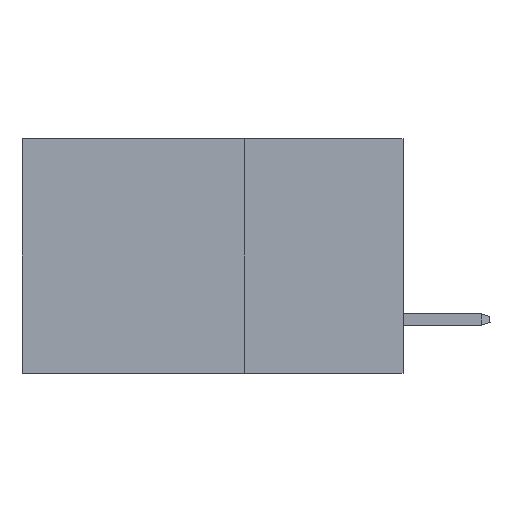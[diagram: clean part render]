
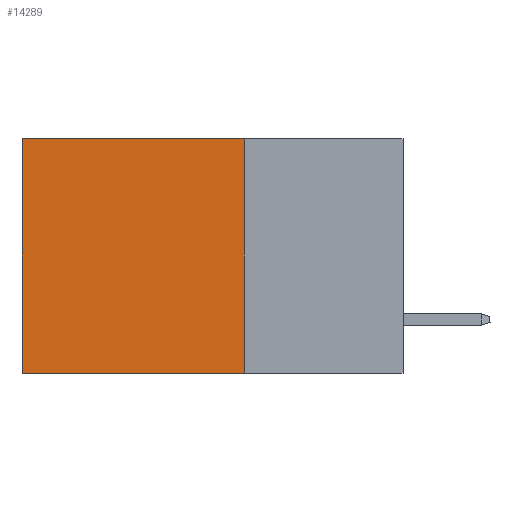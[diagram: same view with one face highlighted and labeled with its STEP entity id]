
A CAD part, left-side view. The second image highlights one B-rep face of the part: STEP entity #14289.
In plain terms, the highlighted planar face has unit normal (-1, 0, 0).
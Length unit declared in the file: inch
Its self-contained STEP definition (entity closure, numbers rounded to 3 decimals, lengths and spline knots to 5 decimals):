
#1001 = VECTOR ( 'NONE', #2924, 39.37008 ) ;
#1524 = EDGE_CURVE ( 'NONE', #14497, #11830, #6000, .T. ) ;
#2029 = DIRECTION ( 'NONE',  ( 0., 0., -1. ) ) ;
#2513 = EDGE_CURVE ( 'NONE', #2867, #28165, #13646, .T. ) ;
#2867 = VERTEX_POINT ( 'NONE', #3896 ) ;
#2924 = DIRECTION ( 'NONE',  ( 0., 1., 0. ) ) ;
#3896 = CARTESIAN_POINT ( 'NONE',  ( 0.2875, 0.25, 0. ) ) ;
#4315 = ORIENTED_EDGE ( 'NONE', *, *, #19763, .T. ) ;
#5848 = DIRECTION ( 'NONE',  ( 0., 0., -1. ) ) ;
#6000 = LINE ( 'NONE', #19407, #13337 ) ;
#8106 = CARTESIAN_POINT ( 'NONE',  ( 0.2875, 0.25, 0. ) ) ;
#8308 = VECTOR ( 'NONE', #8734, 39.37008 ) ;
#8637 = DIRECTION ( 'NONE',  ( 1., 0., 0. ) ) ;
#8734 = DIRECTION ( 'NONE',  ( 0., 0., -1. ) ) ;
#10696 = DIRECTION ( 'NONE',  ( 0., 1., 0. ) ) ;
#11830 = VERTEX_POINT ( 'NONE', #20445 ) ;
#13337 = VECTOR ( 'NONE', #5848, 39.37008 ) ;
#13646 = LINE ( 'NONE', #27705, #8308 ) ;
#13707 = PLANE ( 'NONE',  #24105 ) ;
#14146 = LINE ( 'NONE', #23728, #1001 ) ;
#14289 = ADVANCED_FACE ( 'NONE', ( #18348 ), #13707, .F. ) ;
#14451 = EDGE_CURVE ( 'NONE', #28165, #11830, #14146, .T. ) ;
#14497 = VERTEX_POINT ( 'NONE', #19393 ) ;
#14872 = ORIENTED_EDGE ( 'NONE', *, *, #1524, .T. ) ;
#16116 = ORIENTED_EDGE ( 'NONE', *, *, #14451, .F. ) ;
#16300 = CARTESIAN_POINT ( 'NONE',  ( 0.2875, 0.25, -0.37 ) ) ;
#18348 = FACE_OUTER_BOUND ( 'NONE', #18650, .T. ) ;
#18446 = ORIENTED_EDGE ( 'NONE', *, *, #2513, .F. ) ;
#18650 = EDGE_LOOP ( 'NONE', ( #14872, #16116, #18446, #4315 ) ) ;
#19393 = CARTESIAN_POINT ( 'NONE',  ( 0.2875, 0.6, 0. ) ) ;
#19407 = CARTESIAN_POINT ( 'NONE',  ( 0.2875, 0.6, 0. ) ) ;
#19763 = EDGE_CURVE ( 'NONE', #2867, #14497, #27061, .T. ) ;
#20352 = CARTESIAN_POINT ( 'NONE',  ( 0.2875, 0.25, 0. ) ) ;
#20445 = CARTESIAN_POINT ( 'NONE',  ( 0.2875, 0.6, -0.37 ) ) ;
#23728 = CARTESIAN_POINT ( 'NONE',  ( 0.2875, 0.25, -0.37 ) ) ;
#24105 = AXIS2_PLACEMENT_3D ( 'NONE', #20352, #8637, #2029 ) ;
#25264 = VECTOR ( 'NONE', #10696, 39.37008 ) ;
#27061 = LINE ( 'NONE', #8106, #25264 ) ;
#27705 = CARTESIAN_POINT ( 'NONE',  ( 0.2875, 0.25, 0. ) ) ;
#28165 = VERTEX_POINT ( 'NONE', #16300 ) ;
